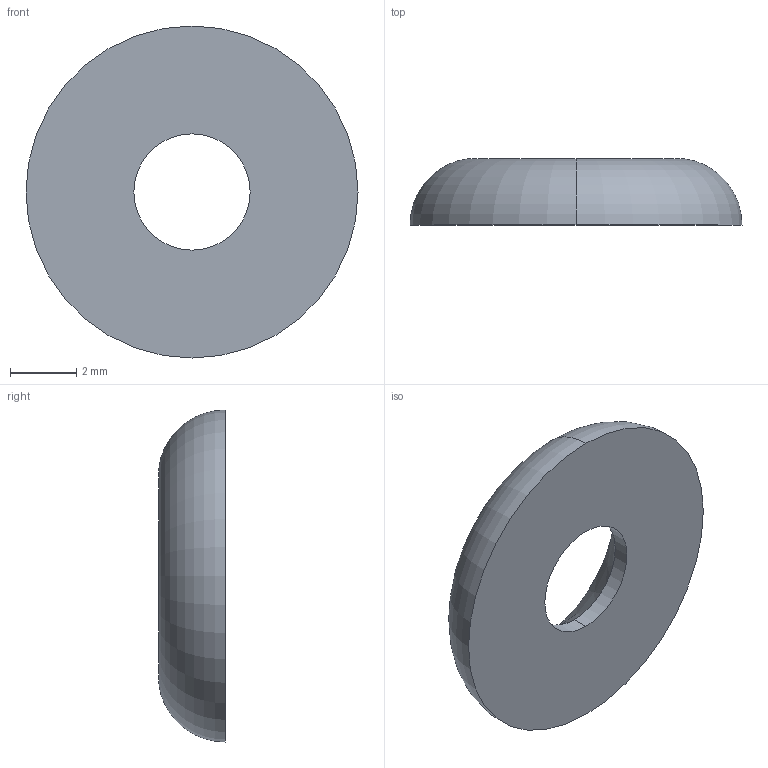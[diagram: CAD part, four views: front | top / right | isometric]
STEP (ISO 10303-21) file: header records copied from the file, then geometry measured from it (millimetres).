
FILE_DESCRIPTION (( 'STEP AP203' ), '1' );
FILE_NAME ('C-29-M3.STEP', '2017-08-18T01:32:40', ( '' ), ( '' ), 'SwSTEP 2.0', 'SolidWorks 2014', '' );
FILE_SCHEMA (( 'CONFIG_CONTROL_DESIGN' ));
Length unit declared in the file: millimetre
Products named in the file (1): C-29-M3
Bounding box: 10 x 2 x 10 mm (x, y, z)
Volume: 98.1 mm3; surface area: 187.7 mm2
Topology: 1 solids, 1 shells, 7 faces, 14 edges, 8 vertices
Faces by surface type: cylinder 2, cone 2, torus 2, plane 1
Entity records: 267 total; most frequent: DIRECTION 40, CARTESIAN_POINT 30, ORIENTED_EDGE 28, AXIS2_PLACEMENT_3D 18, EDGE_CURVE 14, CIRCLE 10, PERSON_AND_ORGANIZATION 8, VERTEX_POINT 8
